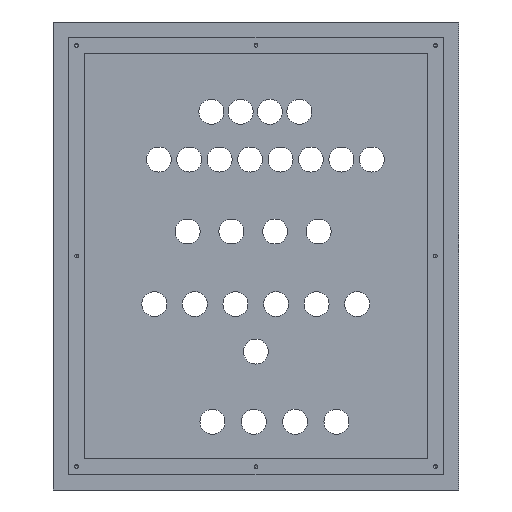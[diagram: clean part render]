
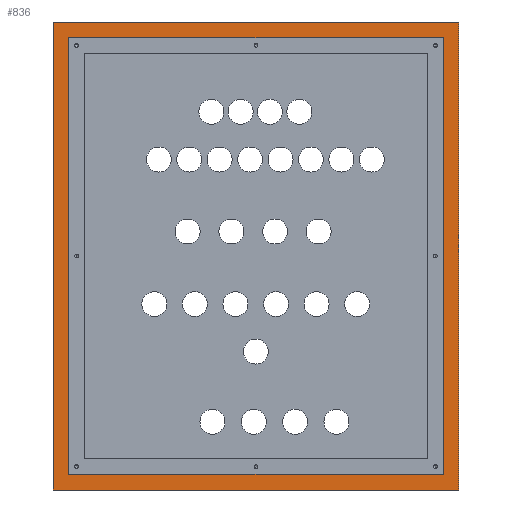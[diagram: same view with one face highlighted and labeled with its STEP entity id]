
A CAD part, front view. The second image highlights one B-rep face of the part: STEP entity #836.
In plain terms, the highlighted planar face has unit normal (0, -1, 0).
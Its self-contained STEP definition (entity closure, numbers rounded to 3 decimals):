
#1 = CARTESIAN_POINT ( 'NONE',  ( 0., 7., 0. ) ) ;
#9 = VERTEX_POINT ( 'NONE', #299 ) ;
#58 = FACE_BOUND ( 'NONE', #1656, .T. ) ;
#61 = CARTESIAN_POINT ( 'NONE',  ( -130., 7., 150. ) ) ;
#112 = EDGE_CURVE ( 'NONE', #1701, #1082, #3269, .T. ) ;
#173 = ORIENTED_EDGE ( 'NONE', *, *, #3030, .F. ) ;
#216 = CARTESIAN_POINT ( 'NONE',  ( 130., 7., 150. ) ) ;
#247 = VECTOR ( 'NONE', #996, 1000. ) ;
#256 = VECTOR ( 'NONE', #1865, 1000. ) ;
#299 = CARTESIAN_POINT ( 'NONE',  ( 130., 7., -150. ) ) ;
#323 = ORIENTED_EDGE ( 'NONE', *, *, #602, .F. ) ;
#396 = CARTESIAN_POINT ( 'NONE',  ( -120., 7., -140. ) ) ;
#462 = LINE ( 'NONE', #1270, #3158 ) ;
#495 = VECTOR ( 'NONE', #1972, 1000. ) ;
#497 = DIRECTION ( 'NONE',  ( 0., 0., -1. ) ) ;
#498 = DIRECTION ( 'NONE',  ( 0., 0., -1. ) ) ;
#563 = FACE_OUTER_BOUND ( 'NONE', #1458, .T. ) ;
#591 = ORIENTED_EDGE ( 'NONE', *, *, #3246, .T. ) ;
#592 = VECTOR ( 'NONE', #687, 1000. ) ;
#602 = EDGE_CURVE ( 'NONE', #1004, #3128, #2432, .T. ) ;
#687 = DIRECTION ( 'NONE',  ( -1., 0., 0. ) ) ;
#741 = CARTESIAN_POINT ( 'NONE',  ( -130., 7., -150. ) ) ;
#836 = ADVANCED_FACE ( 'NONE', ( #58, #563 ), #1805, .T. ) ;
#996 = DIRECTION ( 'NONE',  ( 1., 0., 0. ) ) ;
#1004 = VERTEX_POINT ( 'NONE', #3138 ) ;
#1082 = VERTEX_POINT ( 'NONE', #1884 ) ;
#1210 = LINE ( 'NONE', #396, #495 ) ;
#1270 = CARTESIAN_POINT ( 'NONE',  ( 130., 7., 150. ) ) ;
#1330 = ORIENTED_EDGE ( 'NONE', *, *, #2531, .T. ) ;
#1443 = CARTESIAN_POINT ( 'NONE',  ( -130., 7., -150. ) ) ;
#1450 = EDGE_CURVE ( 'NONE', #2043, #9, #1642, .T. ) ;
#1458 = EDGE_LOOP ( 'NONE', ( #591, #2707, #1330, #3123 ) ) ;
#1530 = DIRECTION ( 'NONE',  ( -1., 0., 0. ) ) ;
#1548 = EDGE_CURVE ( 'NONE', #3128, #2914, #3006, .T. ) ;
#1642 = LINE ( 'NONE', #741, #247 ) ;
#1654 = LINE ( 'NONE', #61, #256 ) ;
#1656 = EDGE_LOOP ( 'NONE', ( #2482, #2061, #323, #173 ) ) ;
#1701 = VERTEX_POINT ( 'NONE', #216 ) ;
#1805 = PLANE ( 'NONE',  #2396 ) ;
#1806 = CARTESIAN_POINT ( 'NONE',  ( -120., 7., 140. ) ) ;
#1865 = DIRECTION ( 'NONE',  ( 0., 0., -1. ) ) ;
#1884 = CARTESIAN_POINT ( 'NONE',  ( -130., 7., 150. ) ) ;
#1953 = DIRECTION ( 'NONE',  ( 0., 0., 1. ) ) ;
#1972 = DIRECTION ( 'NONE',  ( 1., 0., 0. ) ) ;
#1986 = CARTESIAN_POINT ( 'NONE',  ( -120., 7., 140. ) ) ;
#1997 = VECTOR ( 'NONE', #498, 1000. ) ;
#2019 = VERTEX_POINT ( 'NONE', #2705 ) ;
#2043 = VERTEX_POINT ( 'NONE', #1443 ) ;
#2061 = ORIENTED_EDGE ( 'NONE', *, *, #1548, .F. ) ;
#2068 = DIRECTION ( 'NONE',  ( 0., -1., 0. ) ) ;
#2125 = EDGE_CURVE ( 'NONE', #2914, #2019, #1210, .T. ) ;
#2232 = CARTESIAN_POINT ( 'NONE',  ( -130., 7., 150. ) ) ;
#2396 = AXIS2_PLACEMENT_3D ( 'NONE', #1, #2068, #497 ) ;
#2426 = VECTOR ( 'NONE', #1953, 1000. ) ;
#2432 = LINE ( 'NONE', #3059, #3208 ) ;
#2482 = ORIENTED_EDGE ( 'NONE', *, *, #2125, .F. ) ;
#2503 = LINE ( 'NONE', #3227, #2426 ) ;
#2531 = EDGE_CURVE ( 'NONE', #1082, #2043, #1654, .T. ) ;
#2705 = CARTESIAN_POINT ( 'NONE',  ( 120., 7., -140. ) ) ;
#2707 = ORIENTED_EDGE ( 'NONE', *, *, #112, .T. ) ;
#2831 = DIRECTION ( 'NONE',  ( 0., 0., 1. ) ) ;
#2914 = VERTEX_POINT ( 'NONE', #3098 ) ;
#3006 = LINE ( 'NONE', #1806, #1997 ) ;
#3030 = EDGE_CURVE ( 'NONE', #2019, #1004, #2503, .T. ) ;
#3059 = CARTESIAN_POINT ( 'NONE',  ( -120., 7., 140. ) ) ;
#3098 = CARTESIAN_POINT ( 'NONE',  ( -120., 7., -140. ) ) ;
#3123 = ORIENTED_EDGE ( 'NONE', *, *, #1450, .T. ) ;
#3128 = VERTEX_POINT ( 'NONE', #1986 ) ;
#3138 = CARTESIAN_POINT ( 'NONE',  ( 120., 7., 140. ) ) ;
#3158 = VECTOR ( 'NONE', #2831, 1000. ) ;
#3208 = VECTOR ( 'NONE', #1530, 1000. ) ;
#3227 = CARTESIAN_POINT ( 'NONE',  ( 120., 7., 140. ) ) ;
#3246 = EDGE_CURVE ( 'NONE', #9, #1701, #462, .T. ) ;
#3269 = LINE ( 'NONE', #2232, #592 ) ;
